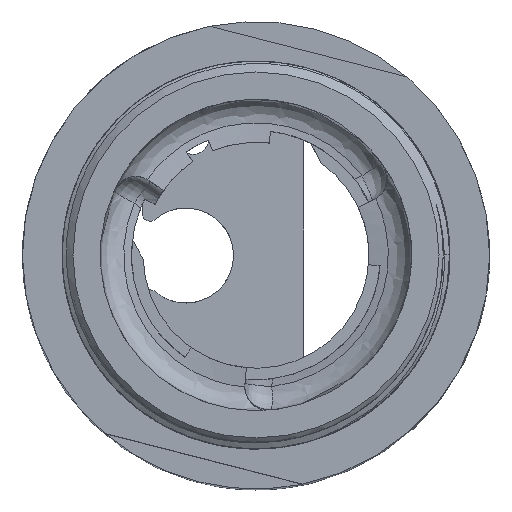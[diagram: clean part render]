
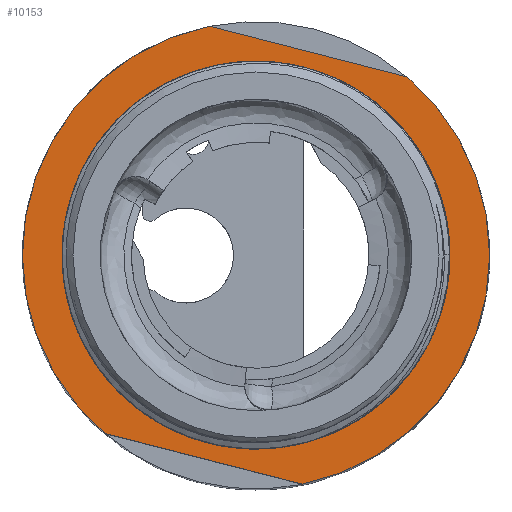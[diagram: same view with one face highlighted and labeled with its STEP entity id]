
A CAD part, top view. The second image highlights one B-rep face of the part: STEP entity #10153.
In plain terms, the highlighted planar face has unit normal (0, 0, 1).
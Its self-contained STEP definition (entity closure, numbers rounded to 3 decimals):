
#205 = EDGE_CURVE('',#206,#208,#210,.T.);
#206 = VERTEX_POINT('',#207);
#207 = CARTESIAN_POINT('',(7.872,-9.083,0.));
#208 = VERTEX_POINT('',#209);
#209 = CARTESIAN_POINT('',(12.02,0.,0.));
#210 = CIRCLE('',#211,12.02);
#211 = AXIS2_PLACEMENT_3D('',#212,#213,#214);
#212 = CARTESIAN_POINT('',(0.,0.,0.));
#213 = DIRECTION('',(0.,0.,1.));
#214 = DIRECTION('',(1.,0.,0.));
#216 = EDGE_CURVE('',#208,#217,#219,.T.);
#217 = VERTEX_POINT('',#218);
#218 = CARTESIAN_POINT('',(10.886,5.096,0.));
#219 = CIRCLE('',#220,12.02);
#220 = AXIS2_PLACEMENT_3D('',#221,#222,#223);
#221 = CARTESIAN_POINT('',(0.,0.,0.));
#222 = DIRECTION('',(0.,0.,1.));
#223 = DIRECTION('',(1.,0.,0.));
#1664 = VERTEX_POINT('',#1665);
#1665 = CARTESIAN_POINT('',(-10.264,7.054,
    0.));
#1854 = EDGE_CURVE('',#217,#1664,#1855,.T.);
#1855 = B_SPLINE_CURVE_WITH_KNOTS('',7,(#1856,#1857,#1858,#1859,#1860,
    #1861,#1862,#1863,#1864,#1865,#1866,#1867,#1868,#1869,#1870,#1871,
    #1872,#1873,#1874,#1875,#1876,#1877,#1878,#1879,#1880,#1881,#1882,
    #1883,#1884,#1885,#1886,#1887,#1888,#1889,#1890,#1891,#1892,#1893),
  .UNSPECIFIED.,.F.,.F.,(8,6,6,6,6,6,8),(0.,0.238,
    0.484,0.61,0.737,0.867,1.),
  .UNSPECIFIED.);
#1856 = CARTESIAN_POINT('',(11.929,0.,0.));
#1857 = CARTESIAN_POINT('',(11.947,1.053,0.));
#1858 = CARTESIAN_POINT('',(11.857,2.108,0.));
#1859 = CARTESIAN_POINT('',(11.658,3.151,0.));
#1860 = CARTESIAN_POINT('',(11.353,4.169,0.));
#1861 = CARTESIAN_POINT('',(10.946,5.15,0.));
#1862 = CARTESIAN_POINT('',(10.442,6.081,0.));
#1863 = CARTESIAN_POINT('',(9.239,7.849,0.));
#1864 = CARTESIAN_POINT('',(8.534,8.683,0.));
#1865 = CARTESIAN_POINT('',(7.742,9.441,0.));
#1866 = CARTESIAN_POINT('',(6.875,10.113,0.));
#1867 = CARTESIAN_POINT('',(5.943,10.689,0.));
#1868 = CARTESIAN_POINT('',(4.959,11.164,0.));
#1869 = CARTESIAN_POINT('',(3.412,11.722,0.));
#1870 = CARTESIAN_POINT('',(2.876,11.883,0.));
#1871 = CARTESIAN_POINT('',(2.332,12.015,0.));
#1872 = CARTESIAN_POINT('',(1.782,12.119,0.));
#1873 = CARTESIAN_POINT('',(1.227,12.193,0.));
#1874 = CARTESIAN_POINT('',(0.669,12.237,0.));
#1875 = CARTESIAN_POINT('',(-0.451,12.266,0.));
#1876 = CARTESIAN_POINT('',(-1.013,12.25,0.));
#1877 = CARTESIAN_POINT('',(-1.574,12.205,0.));
#1878 = CARTESIAN_POINT('',(-2.132,12.129,0.));
#1879 = CARTESIAN_POINT('',(-2.685,12.024,0.));
#1880 = CARTESIAN_POINT('',(-3.231,11.89,0.));
#1881 = CARTESIAN_POINT('',(-4.318,11.561,0.));
#1882 = CARTESIAN_POINT('',(-4.858,11.365,0.));
#1883 = CARTESIAN_POINT('',(-5.387,11.14,0.));
#1884 = CARTESIAN_POINT('',(-5.903,10.886,0.));
#1885 = CARTESIAN_POINT('',(-6.404,10.604,0.));
#1886 = CARTESIAN_POINT('',(-6.889,10.297,0.));
#1887 = CARTESIAN_POINT('',(-7.837,9.621,0.));
#1888 = CARTESIAN_POINT('',(-8.299,9.252,0.));
#1889 = CARTESIAN_POINT('',(-8.74,8.857,0.));
#1890 = CARTESIAN_POINT('',(-9.158,8.438,0.));
#1891 = CARTESIAN_POINT('',(-9.552,7.997,0.));
#1892 = CARTESIAN_POINT('',(-9.921,7.535,0.));
#1893 = CARTESIAN_POINT('',(-10.264,7.054,0.));
#2160 = VERTEX_POINT('',#2161);
#2161 = CARTESIAN_POINT('',(-12.245,-2.27,
    0.));
#2296 = EDGE_CURVE('',#206,#2160,#2297,.T.);
#2297 = B_SPLINE_CURVE_WITH_KNOTS('',7,(#2298,#2299,#2300,#2301,#2302,
    #2303,#2304,#2305,#2306,#2307,#2308,#2309,#2310,#2311,#2312,#2313,
    #2314,#2315,#2316,#2317,#2318,#2319,#2320,#2321,#2322,#2323,#2324,
    #2325,#2326,#2327,#2328,#2329,#2330,#2331,#2332,#2333,#2334,#2335),
  .UNSPECIFIED.,.F.,.F.,(8,6,6,6,6,6,8),(0.,0.239,
    0.485,0.61,0.738,0.868,1.),
  .UNSPECIFIED.);
#2298 = CARTESIAN_POINT('',(10.898,-4.852,0.));
#2299 = CARTESIAN_POINT('',(10.484,-5.825,0.));
#2300 = CARTESIAN_POINT('',(9.97,-6.756,0.));
#2301 = CARTESIAN_POINT('',(9.361,-7.631,0.));
#2302 = CARTESIAN_POINT('',(8.665,-8.44,0.));
#2303 = CARTESIAN_POINT('',(7.889,-9.172,0.));
#2304 = CARTESIAN_POINT('',(7.045,-9.818,0.));
#2305 = CARTESIAN_POINT('',(5.22,-10.942,0.));
#2306 = CARTESIAN_POINT('',(4.235,-11.415,0.));
#2307 = CARTESIAN_POINT('',(3.203,-11.783,0.));
#2308 = CARTESIAN_POINT('',(2.137,-12.041,0.));
#2309 = CARTESIAN_POINT('',(1.051,-12.185,0.));
#2310 = CARTESIAN_POINT('',(-0.041,-12.216,0.));
#2311 = CARTESIAN_POINT('',(-1.677,-12.092,0.));
#2312 = CARTESIAN_POINT('',(-2.228,-12.021,0.));
#2313 = CARTESIAN_POINT('',(-2.774,-11.921,0.));
#2314 = CARTESIAN_POINT('',(-3.314,-11.792,0.));
#2315 = CARTESIAN_POINT('',(-3.847,-11.635,0.));
#2316 = CARTESIAN_POINT('',(-4.37,-11.449,0.));
#2317 = CARTESIAN_POINT('',(-5.405,-11.02,0.));
#2318 = CARTESIAN_POINT('',(-5.916,-10.775,0.));
#2319 = CARTESIAN_POINT('',(-6.414,-10.503,0.));
#2320 = CARTESIAN_POINT('',(-6.896,-10.204,0.));
#2321 = CARTESIAN_POINT('',(-7.362,-9.88,0.));
#2322 = CARTESIAN_POINT('',(-7.809,-9.531,0.));
#2323 = CARTESIAN_POINT('',(-8.669,-8.784,0.));
#2324 = CARTESIAN_POINT('',(-9.082,-8.384,0.));
#2325 = CARTESIAN_POINT('',(-9.472,-7.962,0.));
#2326 = CARTESIAN_POINT('',(-9.84,-7.519,0.));
#2327 = CARTESIAN_POINT('',(-10.182,-7.057,0.));
#2328 = CARTESIAN_POINT('',(-10.499,-6.578,0.));
#2329 = CARTESIAN_POINT('',(-11.085,-5.578,0.));
#2330 = CARTESIAN_POINT('',(-11.354,-5.056,0.));
#2331 = CARTESIAN_POINT('',(-11.593,-4.52,0.));
#2332 = CARTESIAN_POINT('',(-11.802,-3.971,0.));
#2333 = CARTESIAN_POINT('',(-11.981,-3.412,0.));
#2334 = CARTESIAN_POINT('',(-12.129,-2.844,0.));
#2335 = CARTESIAN_POINT('',(-12.245,-2.27,0.));
#2711 = EDGE_CURVE('',#2160,#1664,#2712,.T.);
#2712 = B_SPLINE_CURVE_WITH_KNOTS('',6,(#2713,#2714,#2715,#2716,#2717,
    #2718,#2719,#2720,#2721,#2722,#2723,#2724,#2725,#2726,#2727,#2728,
    #2729),.UNSPECIFIED.,.F.,.F.,(7,5,5,7),(0.,0.287,
    0.573,1.),.UNSPECIFIED.);
#2713 = CARTESIAN_POINT('',(-12.245,-2.27,0.));
#2714 = CARTESIAN_POINT('',(-12.331,-1.81,0.));
#2715 = CARTESIAN_POINT('',(-12.395,-1.346,0.));
#2716 = CARTESIAN_POINT('',(-12.439,-0.879,0.));
#2717 = CARTESIAN_POINT('',(-12.461,-0.411,0.));
#2718 = CARTESIAN_POINT('',(-12.463,0.057,0.));
#2719 = CARTESIAN_POINT('',(-12.423,0.991,0.));
#2720 = CARTESIAN_POINT('',(-12.383,1.456,0.));
#2721 = CARTESIAN_POINT('',(-12.321,1.918,0.));
#2722 = CARTESIAN_POINT('',(-12.239,2.378,0.));
#2723 = CARTESIAN_POINT('',(-12.136,2.833,0.));
#2724 = CARTESIAN_POINT('',(-11.83,3.955,0.));
#2725 = CARTESIAN_POINT('',(-11.601,4.614,0.));
#2726 = CARTESIAN_POINT('',(-11.329,5.257,0.));
#2727 = CARTESIAN_POINT('',(-11.014,5.88,0.));
#2728 = CARTESIAN_POINT('',(-10.658,6.48,0.));
#2729 = CARTESIAN_POINT('',(-10.264,7.054,0.));
#3439 = EDGE_CURVE('',#3440,#3442,#3444,.T.);
#3440 = VERTEX_POINT('',#3441);
#3441 = CARTESIAN_POINT('',(2.976,-14.702,0.));
#3442 = VERTEX_POINT('',#3443);
#3443 = CARTESIAN_POINT('',(15.,0.,0.));
#3444 = CIRCLE('',#3445,15.);
#3445 = AXIS2_PLACEMENT_3D('',#3446,#3447,#3448);
#3446 = CARTESIAN_POINT('',(0.,0.,0.));
#3447 = DIRECTION('',(0.,0.,1.));
#3448 = DIRECTION('',(1.,0.,0.));
#3584 = EDGE_CURVE('',#3442,#3585,#3587,.T.);
#3585 = VERTEX_POINT('',#3586);
#3586 = CARTESIAN_POINT('',(9.69,11.45,0.));
#3587 = CIRCLE('',#3588,15.);
#3588 = AXIS2_PLACEMENT_3D('',#3589,#3590,#3591);
#3589 = CARTESIAN_POINT('',(0.,0.,0.));
#3590 = DIRECTION('',(0.,0.,1.));
#3591 = DIRECTION('',(1.,0.,0.));
#3636 = VERTEX_POINT('',#3637);
#3637 = CARTESIAN_POINT('',(-2.976,14.702,0.));
#3643 = EDGE_CURVE('',#3636,#3644,#3646,.T.);
#3644 = VERTEX_POINT('',#3645);
#3645 = CARTESIAN_POINT('',(-9.69,-11.45,0.));
#3646 = CIRCLE('',#3647,15.);
#3647 = AXIS2_PLACEMENT_3D('',#3648,#3649,#3650);
#3648 = CARTESIAN_POINT('',(0.,0.,0.));
#3649 = DIRECTION('',(0.,0.,1.));
#3650 = DIRECTION('',(1.,0.,0.));
#6075 = EDGE_CURVE('',#3440,#3644,#6076,.T.);
#6076 = LINE('',#6077,#6078);
#6077 = CARTESIAN_POINT('',(-21.518,-8.413,0.));
#6078 = VECTOR('',#6079,1.);
#6079 = DIRECTION('',(-0.969,0.249,0.));
#6109 = EDGE_CURVE('',#3585,#3636,#6110,.T.);
#6110 = LINE('',#6111,#6112);
#6111 = CARTESIAN_POINT('',(-14.804,17.739,0.));
#6112 = VECTOR('',#6113,1.);
#6113 = DIRECTION('',(-0.969,0.249,0.));
#10153 = ADVANCED_FACE('',(#10154,#10161),#10168,.T.);
#10154 = FACE_BOUND('',#10155,.T.);
#10155 = EDGE_LOOP('',(#10156,#10157,#10158,#10159,#10160));
#10156 = ORIENTED_EDGE('',*,*,#3584,.T.);
#10157 = ORIENTED_EDGE('',*,*,#6109,.T.);
#10158 = ORIENTED_EDGE('',*,*,#3643,.T.);
#10159 = ORIENTED_EDGE('',*,*,#6075,.F.);
#10160 = ORIENTED_EDGE('',*,*,#3439,.T.);
#10161 = FACE_BOUND('',#10162,.F.);
#10162 = EDGE_LOOP('',(#10163,#10164,#10165,#10166,#10167));
#10163 = ORIENTED_EDGE('',*,*,#1854,.T.);
#10164 = ORIENTED_EDGE('',*,*,#2711,.F.);
#10165 = ORIENTED_EDGE('',*,*,#2296,.F.);
#10166 = ORIENTED_EDGE('',*,*,#205,.T.);
#10167 = ORIENTED_EDGE('',*,*,#216,.T.);
#10168 = PLANE('',#10169);
#10169 = AXIS2_PLACEMENT_3D('',#10170,#10171,#10172);
#10170 = CARTESIAN_POINT('',(0.,0.,0.));
#10171 = DIRECTION('',(0.,0.,1.));
#10172 = DIRECTION('',(1.,0.,0.));
